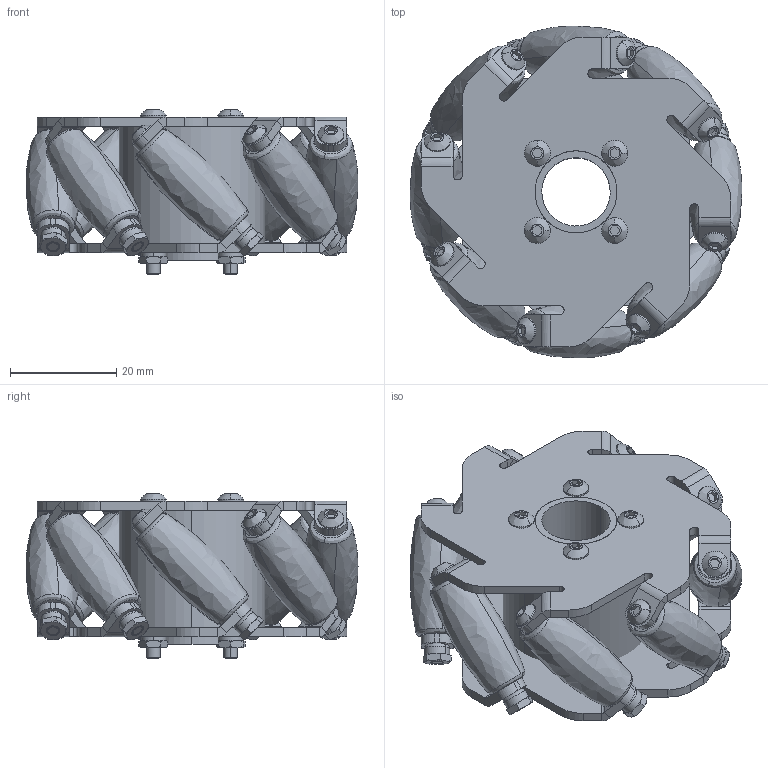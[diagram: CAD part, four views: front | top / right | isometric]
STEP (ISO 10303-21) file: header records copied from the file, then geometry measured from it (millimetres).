
FILE_DESCRIPTION(('FreeCAD Model'),'2;1');
FILE_NAME('Open CASCADE Shape Model','2025-04-25T21:36:40',('FreeCAD'),( 'FreeCAD'),'Open CASCADE STEP processor 7.6','FreeCAD','Unknown');
FILE_SCHEMA(('AUTOMOTIVE_DESIGN { 1 0 10303 214 1 1 1 1 }'));
Products named in the file (1): Open CASCADE STEP translator 7.6 1
Bounding box: 62.36 x 62.36 x 30.99 mm (x, y, z)
Volume: 31924.3 mm3; surface area: 28036.2 mm2
Topology: 37 solids, 37 shells, 1084 faces, 2510 edges, 1524 vertices
Faces by surface type: bspline 1084
Entity records: 37556 total; most frequent: CARTESIAN_POINT 23049, ORIENTED_EDGE 4988, EDGE_CURVE 2494, VERTEX_POINT 1524, B_SPLINE_CURVE_WITH_KNOTS 1434, FACE_BOUND 1230, EDGE_LOOP 1230, ADVANCED_FACE 1084
